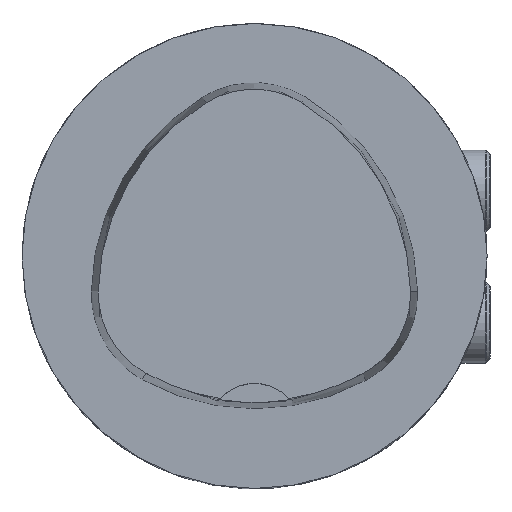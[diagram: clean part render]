
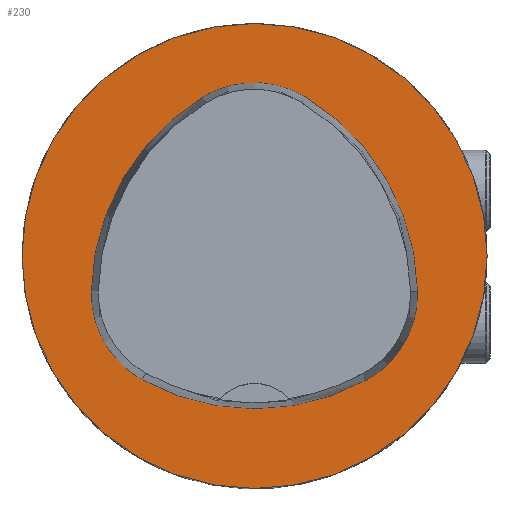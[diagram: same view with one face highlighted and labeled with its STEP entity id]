
A CAD part, top view. The second image highlights one B-rep face of the part: STEP entity #230.
In plain terms, the highlighted planar face has unit normal (0, 0, 1).
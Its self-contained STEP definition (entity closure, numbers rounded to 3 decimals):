
#53=CIRCLE('',#1103,20.);
#63=CIRCLE('',#1138,20.);
#65=CIRCLE('',#1141,8.5);
#67=CIRCLE('',#1144,20.);
#69=CIRCLE('',#1147,8.5);
#73=CIRCLE('',#1152,20.);
#75=CIRCLE('',#1155,8.5);
#118=FACE_BOUND('',#373,.T.);
#119=FACE_BOUND('',#374,.T.);
#180=PLANE('',#1160);
#230=ADVANCED_FACE('',(#118,#119),#180,.T.);
#373=EDGE_LOOP('',(#707,#708,#709,#710,#711,#712));
#374=EDGE_LOOP('',(#713));
#707=ORIENTED_EDGE('',*,*,#998,.T.);
#708=ORIENTED_EDGE('',*,*,#978,.T.);
#709=ORIENTED_EDGE('',*,*,#982,.T.);
#710=ORIENTED_EDGE('',*,*,#985,.T.);
#711=ORIENTED_EDGE('',*,*,#988,.T.);
#712=ORIENTED_EDGE('',*,*,#996,.T.);
#713=ORIENTED_EDGE('',*,*,#938,.F.);
#839=VERTEX_POINT('',#1697);
#863=VERTEX_POINT('',#1807);
#864=VERTEX_POINT('',#1808);
#867=VERTEX_POINT('',#1816);
#869=VERTEX_POINT('',#1822);
#871=VERTEX_POINT('',#1828);
#878=VERTEX_POINT('',#1849);
#938=EDGE_CURVE('',#839,#839,#53,.T.);
#978=EDGE_CURVE('',#863,#864,#63,.T.);
#982=EDGE_CURVE('',#864,#867,#65,.T.);
#985=EDGE_CURVE('',#867,#869,#67,.T.);
#988=EDGE_CURVE('',#869,#871,#69,.T.);
#996=EDGE_CURVE('',#871,#878,#73,.T.);
#998=EDGE_CURVE('',#878,#863,#75,.T.);
#1103=AXIS2_PLACEMENT_3D('',#1696,#1278,#1279);
#1138=AXIS2_PLACEMENT_3D('',#1806,#1365,#1366);
#1141=AXIS2_PLACEMENT_3D('',#1815,#1373,#1374);
#1144=AXIS2_PLACEMENT_3D('',#1821,#1380,#1381);
#1147=AXIS2_PLACEMENT_3D('',#1827,#1387,#1388);
#1152=AXIS2_PLACEMENT_3D('',#1850,#1399,#1400);
#1155=AXIS2_PLACEMENT_3D('',#1853,#1405,#1406);
#1160=AXIS2_PLACEMENT_3D('',#1858,#1415,#1416);
#1278=DIRECTION('',(0.,0.,-1.));
#1279=DIRECTION('',(-1.,0.,0.));
#1365=DIRECTION('',(0.,0.,-1.));
#1366=DIRECTION('',(-1.,0.,0.));
#1373=DIRECTION('',(0.,0.,-1.));
#1374=DIRECTION('',(-1.,0.,0.));
#1380=DIRECTION('',(0.,0.,-1.));
#1381=DIRECTION('',(-1.,0.,0.));
#1387=DIRECTION('',(0.,0.,-1.));
#1388=DIRECTION('',(-1.,0.,0.));
#1399=DIRECTION('',(0.,0.,-1.));
#1400=DIRECTION('',(-1.,0.,0.));
#1405=DIRECTION('',(0.,0.,-1.));
#1406=DIRECTION('',(-1.,0.,0.));
#1415=DIRECTION('',(0.,0.,1.));
#1416=DIRECTION('',(1.,0.,0.));
#1696=CARTESIAN_POINT('',(0.,0.,0.));
#1697=CARTESIAN_POINT('',(-20.,0.,0.));
#1806=CARTESIAN_POINT('',(5.955,-3.414,0.));
#1807=CARTESIAN_POINT('',(-14.041,-3.042,0.));
#1808=CARTESIAN_POINT('',(-4.472,13.653,0.));
#1815=CARTESIAN_POINT('',(-0.04,6.4,0.));
#1816=CARTESIAN_POINT('',(4.347,13.68,0.));
#1821=CARTESIAN_POINT('',(-5.976,-3.45,0.));
#1822=CARTESIAN_POINT('',(14.021,-3.075,0.));
#1827=CARTESIAN_POINT('',(5.522,-3.235,0.));
#1828=CARTESIAN_POINT('',(9.588,-10.699,0.));
#1849=CARTESIAN_POINT('',(-9.655,-10.639,0.));
#1850=CARTESIAN_POINT('',(0.022,6.864,0.));
#1853=CARTESIAN_POINT('',(-5.543,-3.2,0.));
#1858=CARTESIAN_POINT('',(0.,0.,0.));
